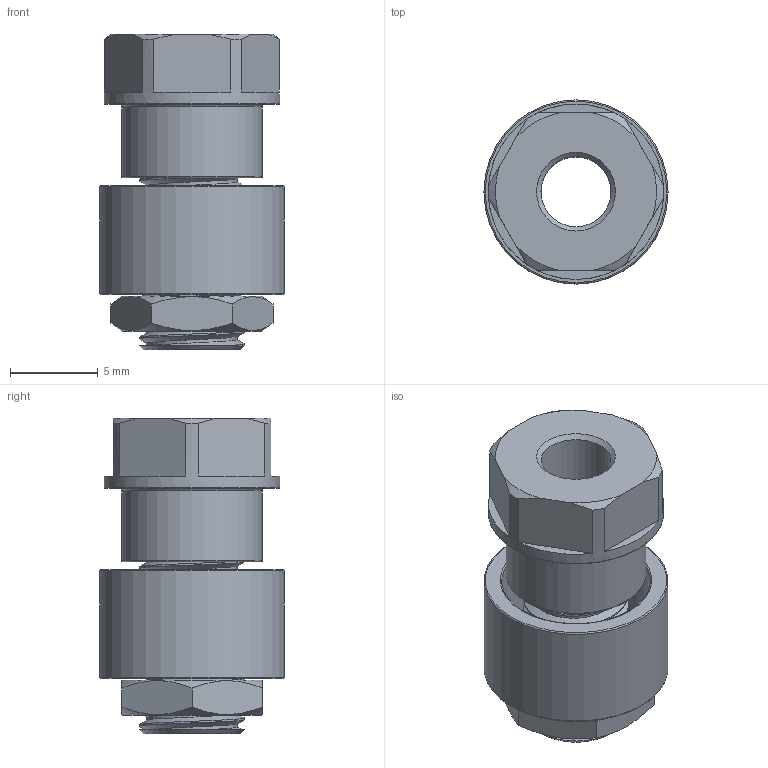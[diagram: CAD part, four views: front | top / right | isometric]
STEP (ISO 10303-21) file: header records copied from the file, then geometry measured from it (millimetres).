
FILE_DESCRIPTION(/* description */ ('Unknown'),/* implementation_level */ '2;1');
FILE_NAME(/* name */ 'CT2230-2',/* time_stamp */ '2024-04-03T10:37:45+02:00',/* author */ ('Unknown'),/* organization */ ('Unknown'),/* preprocessor_version */ 'ST-DEVELOPER v18.102',/* originating_system */ 'Solid Edge',/* authorisation */ 'Unknown');
FILE_SCHEMA (('AUTOMOTIVE_DESIGN {1 0 10303 214 3 1 1}'));
Length unit declared in the file: millimetre
Products named in the file (1): CT2230-2
Bounding box: 10.5 x 10.5 x 18 mm (x, y, z)
Volume: 762.6 mm3; surface area: 1465.6 mm2
Topology: 3 solids, 3 shells, 56 faces, 131 edges, 84 vertices
Faces by surface type: plane 28, cone 10, cylinder 9, torus 7, bspline 2
Full cylindrical faces by diameter (mm): 4 x1, 6.1 x2, 8 x1, 8.5 x1, 10 x1, 10.5 x1
Entity records: 4697 total; most frequent: CARTESIAN_POINT 3252, DIRECTION 234, ORIENTED_EDGE 218, EDGE_CURVE 109, AXIS2_PLACEMENT_3D 102, EDGE_LOOP 83, FACE_BOUND 83, VERTEX_POINT 80
